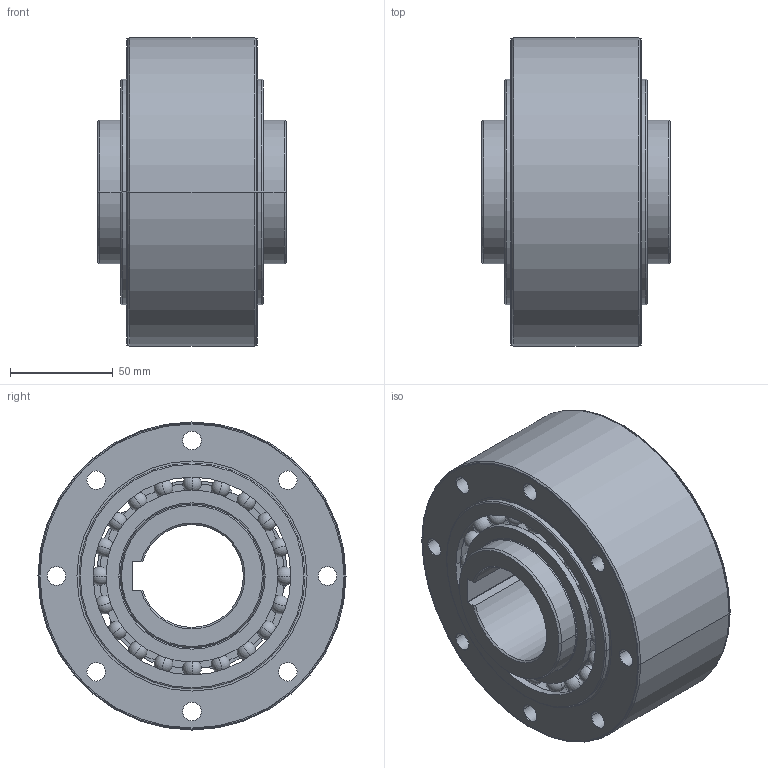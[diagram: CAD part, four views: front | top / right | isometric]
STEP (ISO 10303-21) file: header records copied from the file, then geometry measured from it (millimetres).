
FILE_DESCRIPTION((''),'2;1');
FILE_NAME('FREILAUF_AL_50_ASM','2025-05-07T11:26:51',('Administrator'),(''),'CREO PARAMETRIC BY PTC INC, 2020414','CREO PARAMETRIC BY PTC INC, 2020414','');
FILE_SCHEMA(('AUTOMOTIVE_DESIGN { 1 0 10303 214 1 1 1 1 }'));
Length unit declared in the file: millimetre
Products named in the file (14): STERN_GFR_50_2B_NICO_1; DRUCKBOLZEN_AE30_1; DRUCKFEDER_AE30_5B_1; ANFED_KPL_AE30_6_AE30_5B_ASM_1_ASM; ROLLE_GFR_50_NICO_1; SCHEIBE_AL_50_NICO_1; DIN625_A16014_AF0_1; DIN625_I16014_AF0_1; DIN625_K13_1; DIN625_16014_HD_ASM_1_ASM; A-RING_AL_50_NICO_1; DICHTRING_GFR_50_10_1; FREILAUF_AL_50_NICO_ASM_1_ASM; FREILAUF_AL_50_ASM
Assembly tree (48 placements, depth 4):
  FREILAUF_AL_50_ASM
    FREILAUF_AL_50_NICO_ASM_1_ASM
      STERN_GFR_50_2B_NICO_1
      ANFED_KPL_AE30_6_AE30_5B_ASM_1_ASM  x10
        DRUCKBOLZEN_AE30_1
        DRUCKFEDER_AE30_5B_1
      ROLLE_GFR_50_NICO_1  x5
      SCHEIBE_AL_50_NICO_1  x2
      DIN625_16014_HD_ASM_1_ASM  x2
        DIN625_A16014_AF0_1
        DIN625_I16014_AF0_1
        DIN625_K13_1
      A-RING_AL_50_NICO_1
      DICHTRING_GFR_50_10_1  x2
Bounding box: 92 x 150 x 150 mm (x, y, z)
Volume: 893371.6 mm3; surface area: 241939.9 mm2
Topology: 75 solids, 75 shells, 573 faces, 1449 edges, 870 vertices
Faces by surface type: cylinder 178, sphere 120, plane 97, cone 74, bspline 60, torus 44
Entity records: 8703 total; most frequent: CARTESIAN_POINT 2341, DIRECTION 1379, ORIENTED_EDGE 966, AXIS2_PLACEMENT_3D 603, EDGE_CURVE 483, VERTEX_POINT 323, CIRCLE 292, EDGE_LOOP 254
